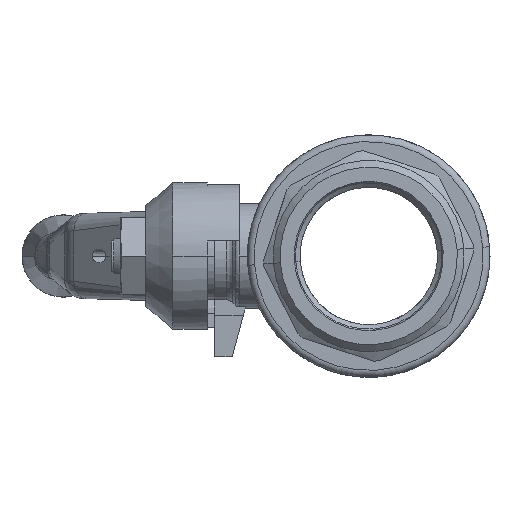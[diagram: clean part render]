
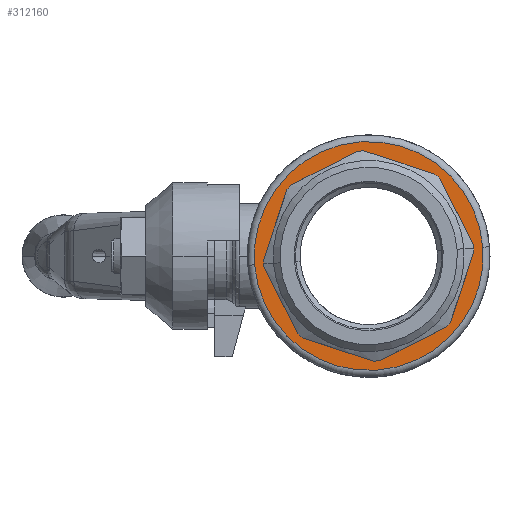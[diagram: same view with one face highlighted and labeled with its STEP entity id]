
A CAD part, left-side view. The second image highlights one B-rep face of the part: STEP entity #312160.
In plain terms, the highlighted face is planar.
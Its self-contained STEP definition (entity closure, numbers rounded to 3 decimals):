
#23990=CARTESIAN_POINT('',(24.,14.45,
17.894));
#24000=VERTEX_POINT('',#23990);
#24030=CARTESIAN_POINT('',(24.,0.,
0.));
#24040=DIRECTION('',(1.,0.,0.));
#24050=DIRECTION('',(0.,-0.997,-0.076));
#24060=AXIS2_PLACEMENT_3D('',#24030,#24040,#24050);
#24070=CIRCLE('',#24060,23.);
#24080=CARTESIAN_POINT('',(24.,15.482,
17.009));
#24090=VERTEX_POINT('',#24080);
#24100=EDGE_CURVE('',#24090,#24000,#24070,.T.);
#310890=CARTESIAN_POINT('',(24.,24.927,
1.911));
#310900=VERTEX_POINT('',#310890);
#310990=CARTESIAN_POINT('',(24.,-24.927,
-1.911));
#311000=VERTEX_POINT('',#310990);
#311030=CARTESIAN_POINT('',(24.,0.,
0.));
#311040=DIRECTION('',(-1.,0.,0.));
#311050=DIRECTION('',(0.,-0.997,-0.076));
#311060=AXIS2_PLACEMENT_3D('',#311030,#311040,#311050);
#311070=CIRCLE('',#311060,25.);
#311080=EDGE_CURVE('',#310900,#311000,#311070,.T.);
#311130=CARTESIAN_POINT('',(24.,-24.678,
-1.892));
#311140=DIRECTION('',(1.,0.,-0.));
#311150=DIRECTION('',(0.,0.997,0.076));
#311160=AXIS2_PLACEMENT_3D('',#311130,#311140,#311150);
#311170=PLANE('',#311160);
#311180=ORIENTED_EDGE('',*,*,#24100,.F.);
#311190=CARTESIAN_POINT('',(24.,-1.779,
23.203));
#311200=DIRECTION('',(0.,-0.95,0.311));
#311210=VECTOR('',#311200,1.);
#311220=LINE('',#311190,#311210);
#311230=CARTESIAN_POINT('',(24.,-1.08,
22.975));
#311240=VERTEX_POINT('',#311230);
#311250=EDGE_CURVE('',#24000,#311240,#311220,.T.);
#311260=ORIENTED_EDGE('',*,*,#311250,.F.);
#311270=CARTESIAN_POINT('',(24.,-2.435,
22.871));
#311280=VERTEX_POINT('',#311270);
#311290=EDGE_CURVE('',#311240,#311280,#24070,.T.);
#311300=ORIENTED_EDGE('',*,*,#311290,.F.);
#311310=CARTESIAN_POINT('',(24.,-1.779,
23.203));
#311320=DIRECTION('',(0.,-0.892,-0.452));
#311330=VECTOR('',#311320,1.);
#311340=LINE('',#311310,#311330);
#311350=CARTESIAN_POINT('',(24.,-17.009,
15.482));
#311360=VERTEX_POINT('',#311350);
#311370=EDGE_CURVE('',#311280,#311360,#311340,.T.);
#311380=ORIENTED_EDGE('',*,*,#311370,.F.);
#311390=CARTESIAN_POINT('',(24.,-17.894,
14.45));
#311400=VERTEX_POINT('',#311390);
#311410=EDGE_CURVE('',#311360,#311400,#24070,.T.);
#311420=ORIENTED_EDGE('',*,*,#311410,.F.);
#311430=CARTESIAN_POINT('',(24.,-23.203,
-1.779));
#311440=DIRECTION('',(0.,-0.311,-0.95));
#311450=VECTOR('',#311440,1.);
#311460=LINE('',#311430,#311450);
#311470=CARTESIAN_POINT('',(24.,-22.975,
-1.08));
#311480=VERTEX_POINT('',#311470);
#311490=EDGE_CURVE('',#311400,#311480,#311460,.T.);
#311500=ORIENTED_EDGE('',*,*,#311490,.F.);
#311510=CARTESIAN_POINT('',(24.,-22.871,
-2.435));
#311520=VERTEX_POINT('',#311510);
#311530=EDGE_CURVE('',#311480,#311520,#24070,.T.);
#311540=ORIENTED_EDGE('',*,*,#311530,.F.);
#311550=CARTESIAN_POINT('',(24.,-23.203,
-1.779));
#311560=DIRECTION('',(0.,0.452,-0.892));
#311570=VECTOR('',#311560,1.);
#311580=LINE('',#311550,#311570);
#311590=CARTESIAN_POINT('',(24.,-15.482,
-17.009));
#311600=VERTEX_POINT('',#311590);
#311610=EDGE_CURVE('',#311520,#311600,#311580,.T.);
#311620=ORIENTED_EDGE('',*,*,#311610,.F.);
#311630=CARTESIAN_POINT('',(24.,-14.45,
-17.894));
#311640=VERTEX_POINT('',#311630);
#311650=EDGE_CURVE('',#311600,#311640,#24070,.T.);
#311660=ORIENTED_EDGE('',*,*,#311650,.F.);
#311670=CARTESIAN_POINT('',(24.,1.779,
-23.203));
#311680=DIRECTION('',(0.,0.95,-0.311));
#311690=VECTOR('',#311680,1.);
#311700=LINE('',#311670,#311690);
#311710=CARTESIAN_POINT('',(24.,1.08,
-22.975));
#311720=VERTEX_POINT('',#311710);
#311730=EDGE_CURVE('',#311640,#311720,#311700,.T.);
#311740=ORIENTED_EDGE('',*,*,#311730,.F.);
#311750=CARTESIAN_POINT('',(24.,2.435,
-22.871));
#311760=VERTEX_POINT('',#311750);
#311770=EDGE_CURVE('',#311720,#311760,#24070,.T.);
#311780=ORIENTED_EDGE('',*,*,#311770,.F.);
#311790=CARTESIAN_POINT('',(24.,1.779,
-23.203));
#311800=DIRECTION('',(0.,0.892,0.452));
#311810=VECTOR('',#311800,1.);
#311820=LINE('',#311790,#311810);
#311830=CARTESIAN_POINT('',(24.,17.009,
-15.482));
#311840=VERTEX_POINT('',#311830);
#311850=EDGE_CURVE('',#311760,#311840,#311820,.T.);
#311860=ORIENTED_EDGE('',*,*,#311850,.F.);
#311870=CARTESIAN_POINT('',(24.,17.894,
-14.45));
#311880=VERTEX_POINT('',#311870);
#311890=EDGE_CURVE('',#311840,#311880,#24070,.T.);
#311900=ORIENTED_EDGE('',*,*,#311890,.F.);
#311910=CARTESIAN_POINT('',(24.,23.203,
1.779));
#311920=DIRECTION('',(0.,0.311,0.95));
#311930=VECTOR('',#311920,1.);
#311940=LINE('',#311910,#311930);
#311950=CARTESIAN_POINT('',(24.,22.975,
1.08));
#311960=VERTEX_POINT('',#311950);
#311970=EDGE_CURVE('',#311880,#311960,#311940,.T.);
#311980=ORIENTED_EDGE('',*,*,#311970,.F.);
#311990=CARTESIAN_POINT('',(24.,22.871,
2.435));
#312000=VERTEX_POINT('',#311990);
#312010=EDGE_CURVE('',#311960,#312000,#24070,.T.);
#312020=ORIENTED_EDGE('',*,*,#312010,.F.);
#312030=CARTESIAN_POINT('',(24.,23.203,
1.779));
#312040=DIRECTION('',(0.,-0.452,0.892));
#312050=VECTOR('',#312040,1.);
#312060=LINE('',#312030,#312050);
#312070=EDGE_CURVE('',#312000,#24090,#312060,.T.);
#312080=ORIENTED_EDGE('',*,*,#312070,.F.);
#312090=EDGE_LOOP('',(#312080,#312020,#311980,#311900,#311860,#311780,
#311740,#311660,#311620,#311540,#311500,#311420,#311380,#311300,#311260,
#311180));
#312100=FACE_BOUND('',#312090,.T.);
#312110=EDGE_CURVE('',#311000,#310900,#311070,.T.);
#312120=ORIENTED_EDGE('',*,*,#312110,.F.);
#312130=ORIENTED_EDGE('',*,*,#311080,.F.);
#312140=EDGE_LOOP('',(#312130,#312120));
#312150=FACE_OUTER_BOUND('',#312140,.T.);
#312160=ADVANCED_FACE('',(#312100,#312150),#311170,.T.);
